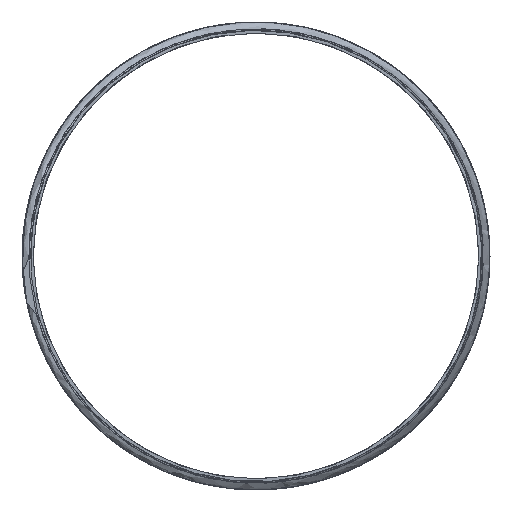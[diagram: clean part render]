
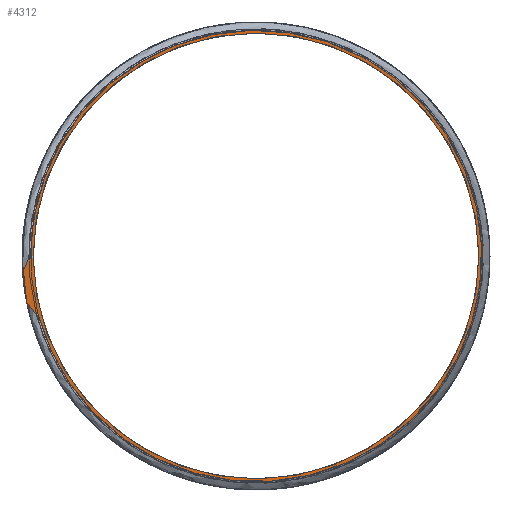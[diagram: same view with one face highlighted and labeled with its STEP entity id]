
A CAD part, front view. The second image highlights one B-rep face of the part: STEP entity #4312.
In plain terms, the highlighted planar face has unit normal (0, -1, 0).
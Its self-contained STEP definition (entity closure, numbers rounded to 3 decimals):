
#189=CARTESIAN_POINT('',(-40.625,0.,0.));
#190=VERTEX_POINT('',#189);
#499=CARTESIAN_POINT('',(-39.245,0.,-10.498));
#500=VERTEX_POINT('',#499);
#501=CARTESIAN_POINT('',(0.0,0.,0.0));
#502=DIRECTION('',(0.0,1.0,0.0));
#503=DIRECTION('',(-1.0,0.0,0.0));
#504=AXIS2_PLACEMENT_3D('',#501,#502,#503);
#505=CIRCLE('',#504,40.625);
#506=EDGE_CURVE('',#190,#500,#505,.T.);
#2041=CARTESIAN_POINT('',(-40.125,0.,0.));
#2042=VERTEX_POINT('',#2041);
#2351=CARTESIAN_POINT('',(-40.125,0.,0.));
#2352=CARTESIAN_POINT('',(-40.208,0.,0.));
#2353=CARTESIAN_POINT('',(-40.292,0.,0.));
#2354=CARTESIAN_POINT('',(-40.458,0.,0.));
#2355=CARTESIAN_POINT('',(-40.542,0.,0.));
#2356=CARTESIAN_POINT('',(-40.625,0.,0.));
#2357=B_SPLINE_CURVE_WITH_KNOTS('',3,(#2351,#2352,#2353,#2354,#2355,#2356),.UNSPECIFIED.,.F.,.U.,(4,2,4),(-0.05,-0.025,0.0),.UNSPECIFIED.);
#2358=EDGE_CURVE('',#2042,#190,#2357,.T.);
#2370=CARTESIAN_POINT('',(-40.123,0.,-0.403));
#2371=VERTEX_POINT('',#2370);
#2680=CARTESIAN_POINT('',(0.0,0.,0.0));
#2681=DIRECTION('',(0.0,-1.0,0.0));
#2682=DIRECTION('',(-1.0,0.0,0.0));
#2683=AXIS2_PLACEMENT_3D('',#2680,#2681,#2682);
#2684=CIRCLE('',#2683,40.125);
#2685=EDGE_CURVE('',#2371,#2042,#2684,.T.);
#3913=CARTESIAN_POINT('',(-40.623,0.,-0.408));
#3914=VERTEX_POINT('',#3913);
#4223=CARTESIAN_POINT('',(-40.623,0.,-0.408));
#4224=CARTESIAN_POINT('',(-40.54,0.,-0.408));
#4225=CARTESIAN_POINT('',(-40.456,0.,-0.407));
#4226=CARTESIAN_POINT('',(-40.29,0.,-0.405));
#4227=CARTESIAN_POINT('',(-40.206,0.,-0.404));
#4228=CARTESIAN_POINT('',(-40.123,0.,-0.403));
#4229=B_SPLINE_CURVE_WITH_KNOTS('',3,(#4223,#4224,#4225,#4226,#4227,#4228),.UNSPECIFIED.,.F.,.U.,(4,2,4),(-0.05,-0.025,0.0),.UNSPECIFIED.);
#4230=EDGE_CURVE('',#3914,#2371,#4229,.T.);
#4236=CARTESIAN_POINT('',(1000.0,0.,-1000.0));
#4237=DIRECTION('',(0.0,1.0,0.0));
#4238=DIRECTION('',(0.0,0.0,1.0));
#4239=AXIS2_PLACEMENT_3D('',#4236,#4237,#4238);
#4240=PLANE('',#4239);
#4241=ORIENTED_EDGE('',*,*,#506,.F.);
#4242=ORIENTED_EDGE('',*,*,#2358,.F.);
#4243=ORIENTED_EDGE('',*,*,#2685,.F.);
#4244=ORIENTED_EDGE('',*,*,#4230,.F.);
#4245=CARTESIAN_POINT('',(-40.923,0.,-0.411));
#4246=VERTEX_POINT('',#4245);
#4247=CARTESIAN_POINT('',(-40.923,0.,-0.411));
#4248=CARTESIAN_POINT('',(-40.873,0.,-0.411));
#4249=CARTESIAN_POINT('',(-40.823,0.,-0.41));
#4250=CARTESIAN_POINT('',(-40.723,0.,-0.409));
#4251=CARTESIAN_POINT('',(-40.673,0.,-0.409));
#4252=CARTESIAN_POINT('',(-40.623,0.,-0.408));
#4253=B_SPLINE_CURVE_WITH_KNOTS('',3,(#4247,#4248,#4249,#4250,#4251,#4252),.UNSPECIFIED.,.F.,.U.,(4,2,4),(-0.03,-0.015,0.0),.UNSPECIFIED.);
#4254=EDGE_CURVE('',#4246,#3914,#4253,.T.);
#4255=ORIENTED_EDGE('',*,*,#4254,.F.);
#4256=CARTESIAN_POINT('',(-42.021,0.,-2.962));
#4257=VERTEX_POINT('',#4256);
#4258=CARTESIAN_POINT('',(-42.021,0.,-2.962));
#4259=CARTESIAN_POINT('',(-42.049,0.,-2.562));
#4260=CARTESIAN_POINT('',(-42.028,0.,-2.146));
#4261=CARTESIAN_POINT('',(-41.881,0.,-1.449));
#4262=CARTESIAN_POINT('',(-41.783,0.,-1.179));
#4263=CARTESIAN_POINT('',(-41.586,0.,-0.834));
#4264=CARTESIAN_POINT('',(-41.495,0.,-0.709));
#4265=CARTESIAN_POINT('',(-41.314,0.,-0.547));
#4266=CARTESIAN_POINT('',(-41.235,0.,-0.494));
#4267=CARTESIAN_POINT('',(-41.076,0.,-0.429));
#4268=CARTESIAN_POINT('',(-41.001,0.,-0.412));
#4269=CARTESIAN_POINT('',(-40.923,0.,-0.411));
#4270=B_SPLINE_CURVE_WITH_KNOTS('',3,(#4258,#4259,#4260,#4261,#4262,#4263,#4264,#4265,#4266,#4267,#4268,#4269),.UNSPECIFIED.,.F.,.U.,(4,2,2,2,2,4),(-0.265,-0.17,-0.096,-0.052,-0.023,0.0),.UNSPECIFIED.);
#4271=EDGE_CURVE('',#4257,#4246,#4270,.T.);
#4272=ORIENTED_EDGE('',*,*,#4271,.F.);
#4273=CARTESIAN_POINT('',(-41.276,0.,-8.413));
#4274=VERTEX_POINT('',#4273);
#4275=CARTESIAN_POINT('',(0.0,0.,0.0));
#4276=DIRECTION('',(0.0,1.0,0.0));
#4277=DIRECTION('',(-1.0,0.0,0.0));
#4278=AXIS2_PLACEMENT_3D('',#4275,#4276,#4277);
#4279=CIRCLE('',#4278,42.125);
#4280=EDGE_CURVE('',#4274,#4257,#4279,.T.);
#4281=ORIENTED_EDGE('',*,*,#4280,.F.);
#4282=CARTESIAN_POINT('',(-39.535,0.,-10.576));
#4283=VERTEX_POINT('',#4282);
#4284=CARTESIAN_POINT('',(-39.535,0.,-10.576));
#4285=CARTESIAN_POINT('',(-39.576,0.,-10.587));
#4286=CARTESIAN_POINT('',(-39.618,0.,-10.593));
#4287=CARTESIAN_POINT('',(-39.705,0.,-10.597));
#4288=CARTESIAN_POINT('',(-39.749,0.,-10.594));
#4289=CARTESIAN_POINT('',(-39.888,0.,-10.572));
#4290=CARTESIAN_POINT('',(-39.98,0.,-10.537));
#4291=CARTESIAN_POINT('',(-40.227,0.,-10.404));
#4292=CARTESIAN_POINT('',(-40.388,0.,-10.264));
#4293=CARTESIAN_POINT('',(-40.704,0.,-9.88));
#4294=CARTESIAN_POINT('',(-40.855,0.,-9.63));
#4295=CARTESIAN_POINT('',(-41.113,0.,-9.047));
#4296=CARTESIAN_POINT('',(-41.212,0.,-8.73));
#4297=CARTESIAN_POINT('',(-41.276,0.,-8.413));
#4298=B_SPLINE_CURVE_WITH_KNOTS('',3,(#4284,#4285,#4286,#4287,#4288,#4289,#4290,#4291,#4292,#4293,#4294,#4295,#4296,#4297),.UNSPECIFIED.,.F.,.U.,(4,2,2,2,2,2,4),(-0.366,-0.346,-0.325,-0.278,-0.192,-0.097,0.0),.UNSPECIFIED.);
#4299=EDGE_CURVE('',#4283,#4274,#4298,.T.);
#4300=ORIENTED_EDGE('',*,*,#4299,.F.);
#4301=CARTESIAN_POINT('',(-39.245,0.,-10.498));
#4302=CARTESIAN_POINT('',(-39.293,0.,-10.511));
#4303=CARTESIAN_POINT('',(-39.342,0.,-10.524));
#4304=CARTESIAN_POINT('',(-39.438,0.,-10.55));
#4305=CARTESIAN_POINT('',(-39.487,0.,-10.563));
#4306=CARTESIAN_POINT('',(-39.535,0.,-10.576));
#4307=B_SPLINE_CURVE_WITH_KNOTS('',3,(#4301,#4302,#4303,#4304,#4305,#4306),.UNSPECIFIED.,.F.,.U.,(4,2,4),(-0.03,-0.015,0.0),.UNSPECIFIED.);
#4308=EDGE_CURVE('',#500,#4283,#4307,.T.);
#4309=ORIENTED_EDGE('',*,*,#4308,.F.);
#4310=EDGE_LOOP('',(#4241,#4242,#4243,#4244,#4255,#4272,#4281,#4300,#4309));
#4311=FACE_OUTER_BOUND('',#4310,.T.);
#4312=ADVANCED_FACE('',(#4311),#4240,.F.);
